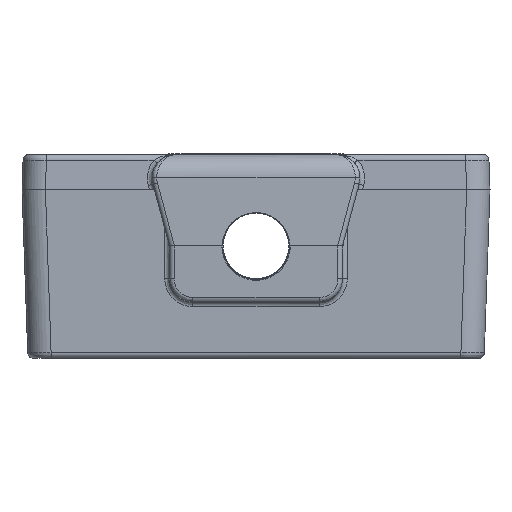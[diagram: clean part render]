
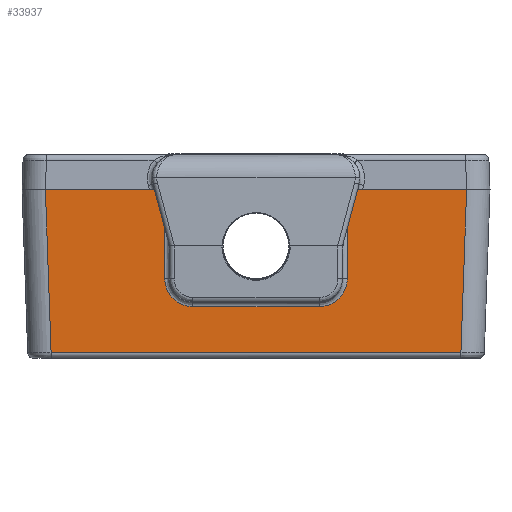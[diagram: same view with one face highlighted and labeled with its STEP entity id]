
A CAD part, left-side view. The second image highlights one B-rep face of the part: STEP entity #33937.
In plain terms, the highlighted planar face has unit normal (-1, 0, -0.018).
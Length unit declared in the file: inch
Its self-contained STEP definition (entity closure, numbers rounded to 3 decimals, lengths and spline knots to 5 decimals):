
#794 = VERTEX_POINT ( 'NONE', #205072 ) ;
#1595 = B_SPLINE_CURVE_WITH_KNOTS ( 'NONE', 3,
 ( #122370, #140391, #218265, #87536, #88703, #12023, #13196, #86368, #178723, #125923 ),
 .UNSPECIFIED., .F., .F.,
 ( 4, 2, 2, 2, 4 ),
 ( 0., 0.25, 0.5, 0.75, 1. ),
 .UNSPECIFIED. ) ;
#4069 = CARTESIAN_POINT ( 'NONE',  ( -2.275, -1.125, 0.4225 ) ) ;
#4867 = ORIENTED_EDGE ( 'NONE', *, *, #65822, .F. ) ;
#6662 = ORIENTED_EDGE ( 'NONE', *, *, #204056, .F. ) ;
#9176 = EDGE_CURVE ( 'NONE', #794, #198416, #84925, .T. ) ;
#12023 = CARTESIAN_POINT ( 'NONE',  ( -2.26462, 0.42968, -0.17202 ) ) ;
#12309 = VECTOR ( 'NONE', #106445, 39.37008 ) ;
#13196 = CARTESIAN_POINT ( 'NONE',  ( -2.26443, 0.41305, -0.18314 ) ) ;
#14484 = CARTESIAN_POINT ( 'NONE',  ( -2.26511, -0.45745, -0.14424 ) ) ;
#17055 = EDGE_CURVE ( 'NONE', #218074, #145546, #143659, .T. ) ;
#19363 = CARTESIAN_POINT ( 'NONE',  ( -2.2598, 1.0946, -0.44802 ) ) ;
#20140 = CARTESIAN_POINT ( 'NONE',  ( -2.2641, -0.35714, -0.20203 ) ) ;
#28241 = PLANE ( 'NONE',  #200526 ) ;
#30762 = LINE ( 'NONE', #177081, #131316 ) ;
#32130 = CARTESIAN_POINT ( 'NONE',  ( -2.275, -1.375, 0.4225 ) ) ;
#32639 = ORIENTED_EDGE ( 'NONE', *, *, #9176, .F. ) ;
#33937 = ADVANCED_FACE ( 'NONE', ( #49759 ), #28241, .F. ) ;
#40515 = CARTESIAN_POINT ( 'NONE',  ( -2.2641, -0.3375, -0.20206 ) ) ;
#41706 = EDGE_CURVE ( 'NONE', #178332, #794, #164194, .T. ) ;
#42316 = EDGE_CURVE ( 'NONE', #89980, #113078, #91582, .T. ) ;
#44382 = VECTOR ( 'NONE', #140144, 39.37008 ) ;
#45630 = B_SPLINE_CURVE_WITH_KNOTS ( 'NONE', 3,
 ( #40515, #20140, #220439, #131660, #69643, #14484, #232846, #204825, #113641, #186799 ),
 .UNSPECIFIED., .F., .F.,
 ( 4, 2, 2, 2, 4 ),
 ( 0., 0.25, 0.5, 0.75, 1. ),
 .UNSPECIFIED. ) ;
#49759 = FACE_OUTER_BOUND ( 'NONE', #231016, .T. ) ;
#49894 = DIRECTION ( 'NONE',  ( 0., -1., 0. ) ) ;
#62140 = VERTEX_POINT ( 'NONE', #112245 ) ;
#63688 = ORIENTED_EDGE ( 'NONE', *, *, #41706, .F. ) ;
#65822 = EDGE_CURVE ( 'NONE', #200373, #62140, #30762, .T. ) ;
#66474 = ORIENTED_EDGE ( 'NONE', *, *, #106209, .F. ) ;
#69643 = CARTESIAN_POINT ( 'NONE',  ( -2.26462, -0.42967, -0.17199 ) ) ;
#70639 = DIRECTION ( 'NONE',  ( 0., -1., 0. ) ) ;
#70892 = ORIENTED_EDGE ( 'NONE', *, *, #42316, .F. ) ;
#73015 = CARTESIAN_POINT ( 'NONE',  ( -2.275, -1.375, 0.4225 ) ) ;
#74632 = DIRECTION ( 'NONE',  ( -0.017, 0., 1. ) ) ;
#84925 = LINE ( 'NONE', #231313, #44382 ) ;
#86368 = CARTESIAN_POINT ( 'NONE',  ( -2.26417, 0.37676, -0.19816 ) ) ;
#87536 = CARTESIAN_POINT ( 'NONE',  ( -2.2654, 0.46861, -0.12763 ) ) ;
#88703 = CARTESIAN_POINT ( 'NONE',  ( -2.26511, 0.45743, -0.14423 ) ) ;
#89980 = VERTEX_POINT ( 'NONE', #184198 ) ;
#91582 = LINE ( 'NONE', #164761, #145066 ) ;
#101770 = CARTESIAN_POINT ( 'NONE',  ( -2.25184, -1.07867, -0.90408 ) ) ;
#106209 = EDGE_CURVE ( 'NONE', #113078, #178332, #127337, .T. ) ;
#106445 = DIRECTION ( 'NONE',  ( 0., -1., 0. ) ) ;
#112245 = CARTESIAN_POINT ( 'NONE',  ( -2.2641, -0.3375, -0.20206 ) ) ;
#113078 = VERTEX_POINT ( 'NONE', #236591 ) ;
#113641 = CARTESIAN_POINT ( 'NONE',  ( -2.26637, -0.4875, -0.0717 ) ) ;
#122370 = CARTESIAN_POINT ( 'NONE',  ( -2.26672, 0.4875, -0.05206 ) ) ;
#125923 = CARTESIAN_POINT ( 'NONE',  ( -2.2641, 0.3375, -0.20206 ) ) ;
#127337 = LINE ( 'NONE', #19363, #189300 ) ;
#128533 = DIRECTION ( 'NONE',  ( -0.017, 0.035, 0.999 ) ) ;
#129875 = LINE ( 'NONE', #145471, #181381 ) ;
#130520 = CARTESIAN_POINT ( 'NONE',  ( -2.275, 1.125, 0.4225 ) ) ;
#131316 = VECTOR ( 'NONE', #49894, 39.37008 ) ;
#131660 = CARTESIAN_POINT ( 'NONE',  ( -2.26443, -0.41306, -0.18317 ) ) ;
#138596 = CARTESIAN_POINT ( 'NONE',  ( -2.25161, -1.375, -0.91765 ) ) ;
#140144 = DIRECTION ( 'NONE',  ( 0.017, 0., -1. ) ) ;
#140391 = CARTESIAN_POINT ( 'NONE',  ( -2.26637, 0.48746, -0.0717 ) ) ;
#141853 = CARTESIAN_POINT ( 'NONE',  ( -2.26672, -0.4875, -0.05206 ) ) ;
#143301 = DIRECTION ( 'NONE',  ( 0.017, 0., -1. ) ) ;
#143659 = LINE ( 'NONE', #32130, #12309 ) ;
#145066 = VECTOR ( 'NONE', #165952, 39.37008 ) ;
#145471 = CARTESIAN_POINT ( 'NONE',  ( -2.25161, -0.4875, -0.91765 ) ) ;
#145546 = VERTEX_POINT ( 'NONE', #4069 ) ;
#149940 = EDGE_CURVE ( 'NONE', #175641, #218074, #129875, .T. ) ;
#154210 = CARTESIAN_POINT ( 'NONE',  ( -2.2641, 0.3375, -0.20206 ) ) ;
#155987 = EDGE_CURVE ( 'NONE', #198416, #200373, #1595, .T. ) ;
#164194 = LINE ( 'NONE', #73015, #233096 ) ;
#164761 = CARTESIAN_POINT ( 'NONE',  ( -2.2598, -0.6875, -0.44802 ) ) ;
#164863 = DIRECTION ( 'NONE',  ( 1., 0., 0.017 ) ) ;
#165952 = DIRECTION ( 'NONE',  ( 0., 1., 0. ) ) ;
#170960 = ORIENTED_EDGE ( 'NONE', *, *, #17055, .F. ) ;
#175641 = VERTEX_POINT ( 'NONE', #141853 ) ;
#177081 = CARTESIAN_POINT ( 'NONE',  ( -2.2641, -1.375, -0.20206 ) ) ;
#178332 = VERTEX_POINT ( 'NONE', #130520 ) ;
#178723 = CARTESIAN_POINT ( 'NONE',  ( -2.2641, 0.35713, -0.20207 ) ) ;
#181381 = VECTOR ( 'NONE', #74632, 39.37008 ) ;
#184198 = CARTESIAN_POINT ( 'NONE',  ( -2.2598, -1.0946, -0.44802 ) ) ;
#184411 = VECTOR ( 'NONE', #191784, 39.37008 ) ;
#186799 = CARTESIAN_POINT ( 'NONE',  ( -2.26672, -0.4875, -0.05206 ) ) ;
#187575 = ORIENTED_EDGE ( 'NONE', *, *, #155987, .F. ) ;
#189300 = VECTOR ( 'NONE', #128533, 39.37008 ) ;
#190665 = EDGE_CURVE ( 'NONE', #62140, #175641, #45630, .T. ) ;
#191784 = DIRECTION ( 'NONE',  ( 0.017, 0.035, -0.999 ) ) ;
#195072 = CARTESIAN_POINT ( 'NONE',  ( -2.275, -0.4875, 0.4225 ) ) ;
#198416 = VERTEX_POINT ( 'NONE', #214748 ) ;
#200373 = VERTEX_POINT ( 'NONE', #154210 ) ;
#200526 = AXIS2_PLACEMENT_3D ( 'NONE', #138596, #164863, #143301 ) ;
#204056 = EDGE_CURVE ( 'NONE', #145546, #89980, #233707, .T. ) ;
#204825 = CARTESIAN_POINT ( 'NONE',  ( -2.26603, -0.4836, -0.09132 ) ) ;
#205072 = CARTESIAN_POINT ( 'NONE',  ( -2.275, 0.4875, 0.4225 ) ) ;
#206473 = ORIENTED_EDGE ( 'NONE', *, *, #149940, .F. ) ;
#214748 = CARTESIAN_POINT ( 'NONE',  ( -2.26672, 0.4875, -0.05206 ) ) ;
#218074 = VERTEX_POINT ( 'NONE', #195072 ) ;
#218265 = CARTESIAN_POINT ( 'NONE',  ( -2.26603, 0.4836, -0.09133 ) ) ;
#220439 = CARTESIAN_POINT ( 'NONE',  ( -2.26417, -0.37677, -0.19816 ) ) ;
#226420 = ORIENTED_EDGE ( 'NONE', *, *, #190665, .F. ) ;
#231016 = EDGE_LOOP ( 'NONE', ( #63688, #66474, #70892, #6662, #170960, #206473, #226420, #4867, #187575, #32639 ) ) ;
#231313 = CARTESIAN_POINT ( 'NONE',  ( -2.25161, 0.4875, -0.91765 ) ) ;
#232846 = CARTESIAN_POINT ( 'NONE',  ( -2.2654, -0.46858, -0.12761 ) ) ;
#233096 = VECTOR ( 'NONE', #70639, 39.37008 ) ;
#233707 = LINE ( 'NONE', #101770, #184411 ) ;
#236591 = CARTESIAN_POINT ( 'NONE',  ( -2.25977, 1.0946, -0.44802 ) ) ;
